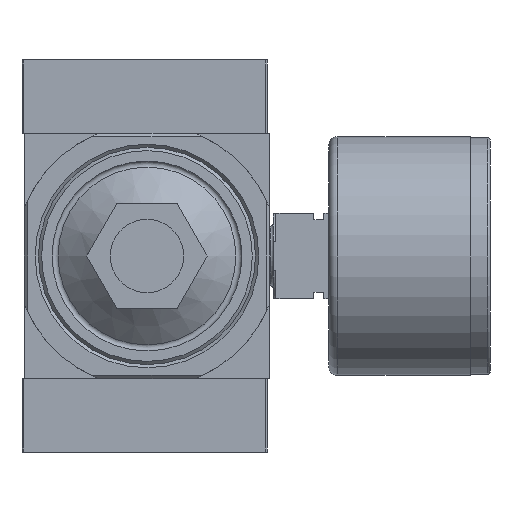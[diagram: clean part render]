
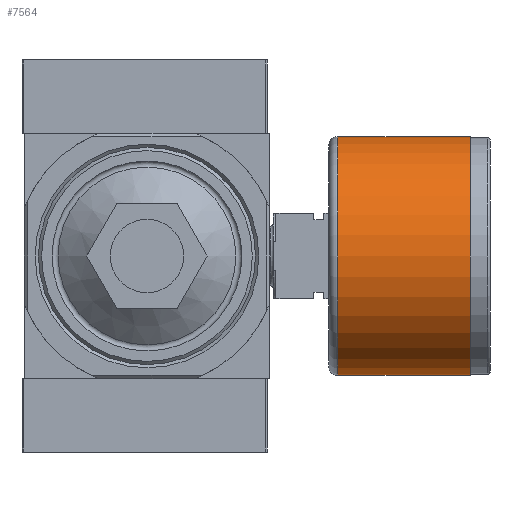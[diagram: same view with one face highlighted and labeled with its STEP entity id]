
A CAD part, front view. The second image highlights one B-rep face of the part: STEP entity #7564.
In plain terms, the highlighted cylindrical face has radius 19.5 mm (diameter 39 mm), a full revolution.
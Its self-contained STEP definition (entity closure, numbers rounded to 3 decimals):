
#2820=ORIENTED_EDGE('',*,*,#3725,.F.);
#2821=ORIENTED_EDGE('',*,*,#3726,.T.);
#3725=EDGE_CURVE('',#4338,#4338,#4700,.T.);
#3726=EDGE_CURVE('',#4339,#4339,#4701,.T.);
#4338=VERTEX_POINT('',#12276);
#4339=VERTEX_POINT('',#12279);
#4700=CIRCLE('',#8344,19.5);
#4701=CIRCLE('',#8346,19.5);
#5202=EDGE_LOOP('',(#2820));
#5203=EDGE_LOOP('',(#2821));
#5741=FACE_BOUND('',#5202,.T.);
#5742=FACE_BOUND('',#5203,.T.);
#5875=CYLINDRICAL_SURFACE('',#8345,19.5);
#7564=ADVANCED_FACE('',(#5741,#5742),#5875,.T.);
#8344=AXIS2_PLACEMENT_3D('',#12275,#10228,#10229);
#8345=AXIS2_PLACEMENT_3D('',#12277,#10230,#10231);
#8346=AXIS2_PLACEMENT_3D('',#12278,#10232,#10233);
#10228=DIRECTION('',(1.,0.,0.));
#10229=DIRECTION('',(0.,0.,-1.));
#10230=DIRECTION('',(1.,0.,0.));
#10231=DIRECTION('',(0.,0.,-1.));
#10232=DIRECTION('',(1.,0.,0.));
#10233=DIRECTION('',(0.,0.,-1.));
#12275=CARTESIAN_POINT('',(-3.2,0.,0.));
#12276=CARTESIAN_POINT('',(-3.2,0.,-19.5));
#12277=CARTESIAN_POINT('',(0.,0.,0.));
#12278=CARTESIAN_POINT('',(-24.85,0.,0.));
#12279=CARTESIAN_POINT('',(-24.85,0.,-19.5));
